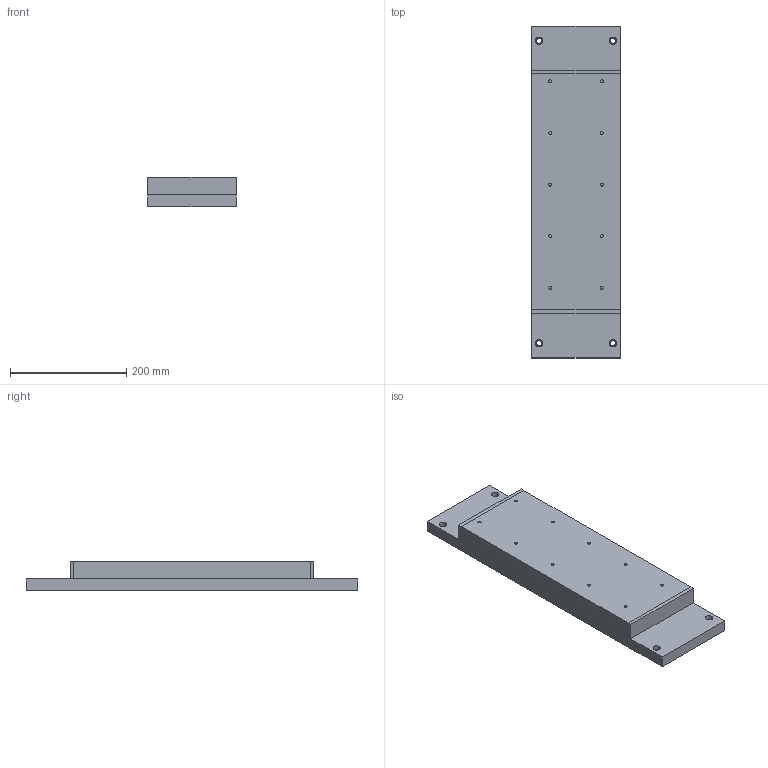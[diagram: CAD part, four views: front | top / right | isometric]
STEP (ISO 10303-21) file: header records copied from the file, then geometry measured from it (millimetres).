
FILE_DESCRIPTION((''),'2;1');
FILE_NAME('FAC6-16--6.stp','2004-01-29T23:19:07',('Owner'),(''),'Autodesk Inventor (tm) 5.3','Autodesk Inventor (tm) 5.3','');
FILE_SCHEMA(('CONFIG_CONTROL_DESIGN'));
Length unit declared in the file: inch
Products named in the file (8): FAC6-16--6; FAC6-16--6 BOTTOM-BASE; FAC6-16--6 TOP-BASE; FAC6-16--6 RAIL-A; FAC6-16--6 RAIL-B; FAC6-16--6 RAIL-C; FAC6-16--6 RAIL-D; FAC6-16--6 END-PLATE
Assembly tree (8 placements, depth 2):
  FAC6-16--6
    FAC6-16--6 BOTTOM-BASE
    FAC6-16--6 TOP-BASE
    FAC6-16--6 RAIL-A
    FAC6-16--6 RAIL-B
    FAC6-16--6 RAIL-C
    FAC6-16--6 RAIL-D
    FAC6-16--6 END-PLATE  x2
Bounding box: 152.4 x 571.5 x 50.8 mm (x, y, z)
Volume: 3181532.5 mm3; surface area: 483753.8 mm2
Topology: 8 solids, 8 shells, 165 faces, 420 edges, 280 vertices
Faces by surface type: plane 105, bspline 60
Entity records: 6658 total; most frequent: CARTESIAN_POINT 1763, ORIENTED_EDGE 816, DIRECTION 742, EDGE_CURVE 408, VECTOR 304, LINE 304, VERTEX_POINT 272, AXIS2_PLACEMENT_3D 219
